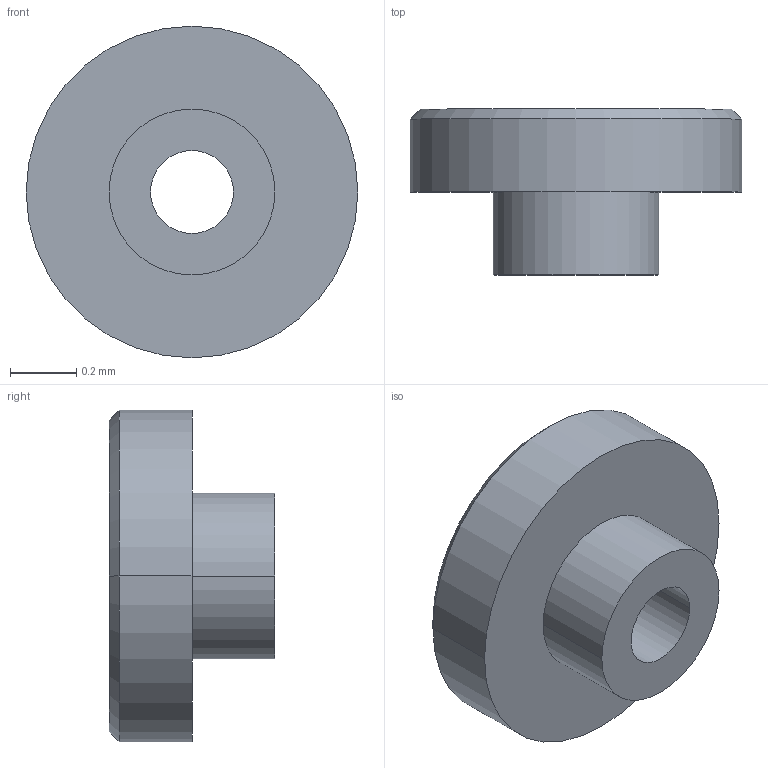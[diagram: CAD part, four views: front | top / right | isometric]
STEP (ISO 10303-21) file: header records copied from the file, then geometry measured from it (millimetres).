
FILE_DESCRIPTION(('produced by SPATIAL CORP'),'2;1');
FILE_NAME( 'KnurledKnob10.hh.sat.stp','2002-04-19T11:16:15+00:00',('SPATIAL CORP'),('SPATIAL CORP'),'ACIS STEP Husk','http://www.spatial.com','SPATIAL CORP' );
FILE_SCHEMA(('CONFIG_CONTROL_DESIGN'));
Length unit declared in the file: millimetre
Products named in the file (1): PRODUCT_ID_1
Bounding box: 1 x 0.5 x 1 mm (x, y, z)
Volume: 0.2 mm3; surface area: 3 mm2
Topology: 1 solids, 1 shells, 11 faces, 22 edges, 14 vertices
Faces by surface type: cylinder 6, plane 3, cone 2
Entity records: 328 total; most frequent: ORIENTED_EDGE 44, CARTESIAN_POINT 36, DIRECTION 36, EDGE_CURVE 22, VERTEX_POINT 14, AXIS2_PLACEMENT_3D 14, EDGE_LOOP 14, FACE_BOUND 14
